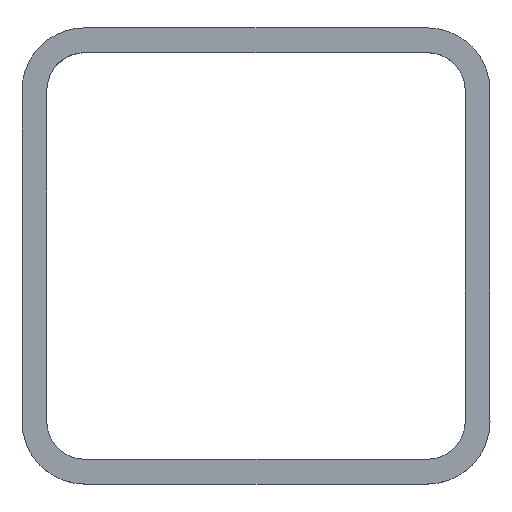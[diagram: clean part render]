
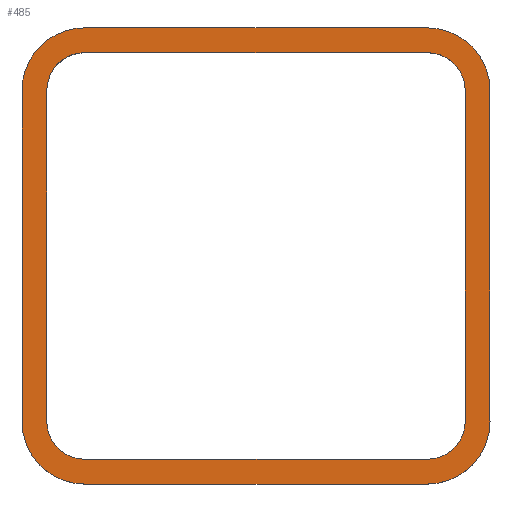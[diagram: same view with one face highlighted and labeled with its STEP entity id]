
A CAD part, top view. The second image highlights one B-rep face of the part: STEP entity #485.
In plain terms, the highlighted planar face has unit normal (0, 0, 1).
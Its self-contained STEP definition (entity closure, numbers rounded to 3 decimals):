
#27=FACE_BOUND('',#58,.T.);
#31=FACE_OUTER_BOUND('',#57,.T.);
#57=EDGE_LOOP('',(#327,#328,#329,#330,#331,#332,#333,#334));
#58=EDGE_LOOP('',(#335,#336,#337,#338,#339,#340,#341,#342));
#87=CIRCLE('',#526,12.644);
#88=CIRCLE('',#527,12.644);
#89=CIRCLE('',#528,12.644);
#90=CIRCLE('',#529,12.644);
#91=CIRCLE('',#530,7.644);
#92=CIRCLE('',#531,7.644);
#93=CIRCLE('',#532,7.644);
#94=CIRCLE('',#533,7.644);
#111=LINE('',#729,#159);
#112=LINE('',#733,#160);
#113=LINE('',#737,#161);
#114=LINE('',#741,#162);
#115=LINE('',#747,#163);
#116=LINE('',#751,#164);
#117=LINE('',#755,#165);
#118=LINE('',#758,#166);
#159=VECTOR('',#579,10.);
#160=VECTOR('',#582,10.);
#161=VECTOR('',#585,10.);
#162=VECTOR('',#588,10.);
#163=VECTOR('',#593,10.);
#164=VECTOR('',#596,10.);
#165=VECTOR('',#599,10.);
#166=VECTOR('',#602,10.);
#207=VERTEX_POINT('',#727);
#208=VERTEX_POINT('',#728);
#209=VERTEX_POINT('',#730);
#210=VERTEX_POINT('',#732);
#211=VERTEX_POINT('',#734);
#212=VERTEX_POINT('',#736);
#213=VERTEX_POINT('',#738);
#214=VERTEX_POINT('',#740);
#215=VERTEX_POINT('',#743);
#216=VERTEX_POINT('',#744);
#217=VERTEX_POINT('',#746);
#218=VERTEX_POINT('',#748);
#219=VERTEX_POINT('',#750);
#220=VERTEX_POINT('',#752);
#221=VERTEX_POINT('',#754);
#222=VERTEX_POINT('',#756);
#255=EDGE_CURVE('',#207,#208,#111,.T.);
#256=EDGE_CURVE('',#208,#209,#87,.T.);
#257=EDGE_CURVE('',#209,#210,#112,.T.);
#258=EDGE_CURVE('',#210,#211,#88,.T.);
#259=EDGE_CURVE('',#211,#212,#113,.T.);
#260=EDGE_CURVE('',#212,#213,#89,.T.);
#261=EDGE_CURVE('',#213,#214,#114,.T.);
#262=EDGE_CURVE('',#214,#207,#90,.T.);
#263=EDGE_CURVE('',#215,#216,#91,.T.);
#264=EDGE_CURVE('',#216,#217,#115,.T.);
#265=EDGE_CURVE('',#217,#218,#92,.T.);
#266=EDGE_CURVE('',#218,#219,#116,.T.);
#267=EDGE_CURVE('',#219,#220,#93,.T.);
#268=EDGE_CURVE('',#220,#221,#117,.T.);
#269=EDGE_CURVE('',#221,#222,#94,.T.);
#270=EDGE_CURVE('',#222,#215,#118,.T.);
#327=ORIENTED_EDGE('',*,*,#255,.T.);
#328=ORIENTED_EDGE('',*,*,#256,.T.);
#329=ORIENTED_EDGE('',*,*,#257,.T.);
#330=ORIENTED_EDGE('',*,*,#258,.T.);
#331=ORIENTED_EDGE('',*,*,#259,.T.);
#332=ORIENTED_EDGE('',*,*,#260,.T.);
#333=ORIENTED_EDGE('',*,*,#261,.T.);
#334=ORIENTED_EDGE('',*,*,#262,.T.);
#335=ORIENTED_EDGE('',*,*,#263,.T.);
#336=ORIENTED_EDGE('',*,*,#264,.T.);
#337=ORIENTED_EDGE('',*,*,#265,.T.);
#338=ORIENTED_EDGE('',*,*,#266,.T.);
#339=ORIENTED_EDGE('',*,*,#267,.T.);
#340=ORIENTED_EDGE('',*,*,#268,.T.);
#341=ORIENTED_EDGE('',*,*,#269,.T.);
#342=ORIENTED_EDGE('',*,*,#270,.T.);
#471=PLANE('',#525);
#485=ADVANCED_FACE('',(#31,#27),#471,.T.);
#525=AXIS2_PLACEMENT_3D('',#726,#577,#578);
#526=AXIS2_PLACEMENT_3D('',#731,#580,#581);
#527=AXIS2_PLACEMENT_3D('',#735,#583,#584);
#528=AXIS2_PLACEMENT_3D('',#739,#586,#587);
#529=AXIS2_PLACEMENT_3D('',#742,#589,#590);
#530=AXIS2_PLACEMENT_3D('',#745,#591,#592);
#531=AXIS2_PLACEMENT_3D('',#749,#594,#595);
#532=AXIS2_PLACEMENT_3D('',#753,#597,#598);
#533=AXIS2_PLACEMENT_3D('',#757,#600,#601);
#577=DIRECTION('center_axis',(0.,0.,1.));
#578=DIRECTION('ref_axis',(-1.,0.,0.));
#579=DIRECTION('',(0.,-1.,0.));
#580=DIRECTION('center_axis',(0.,0.,1.));
#581=DIRECTION('ref_axis',(-1.,0.,0.));
#582=DIRECTION('',(1.,0.,0.));
#583=DIRECTION('center_axis',(0.,0.,1.));
#584=DIRECTION('ref_axis',(0.,-1.,0.));
#585=DIRECTION('',(0.,1.,0.));
#586=DIRECTION('center_axis',(0.,0.,1.));
#587=DIRECTION('ref_axis',(1.,0.,0.));
#588=DIRECTION('',(-1.,0.,0.));
#589=DIRECTION('center_axis',(0.,0.,1.));
#590=DIRECTION('ref_axis',(0.,1.,0.));
#591=DIRECTION('center_axis',(0.,0.,-1.));
#592=DIRECTION('ref_axis',(0.,1.,0.));
#593=DIRECTION('',(1.,0.,0.));
#594=DIRECTION('center_axis',(0.,0.,-1.));
#595=DIRECTION('ref_axis',(1.,0.,0.));
#596=DIRECTION('',(0.,-1.,0.));
#597=DIRECTION('center_axis',(0.,0.,-1.));
#598=DIRECTION('ref_axis',(0.,-1.,0.));
#599=DIRECTION('',(-1.,0.,0.));
#600=DIRECTION('center_axis',(0.,0.,-1.));
#601=DIRECTION('ref_axis',(-1.,0.,0.));
#602=DIRECTION('',(0.,1.,0.));
#726=CARTESIAN_POINT('Origin',(66.913,-110.815,13.01));
#727=CARTESIAN_POINT('',(19.741,-77.561,13.01));
#728=CARTESIAN_POINT('',(19.741,-144.152,13.01));
#729=CARTESIAN_POINT('',(19.741,-77.561,13.01));
#730=CARTESIAN_POINT('',(32.385,-156.796,13.01));
#731=CARTESIAN_POINT('Origin',(32.385,-144.152,13.01));
#732=CARTESIAN_POINT('',(101.441,-156.796,13.01));
#733=CARTESIAN_POINT('',(32.385,-156.796,13.01));
#734=CARTESIAN_POINT('',(114.085,-144.153,13.01));
#735=CARTESIAN_POINT('Origin',(101.441,-144.152,13.01));
#736=CARTESIAN_POINT('',(114.085,-77.477,13.01));
#737=CARTESIAN_POINT('',(114.085,-144.153,13.01));
#738=CARTESIAN_POINT('',(101.441,-64.834,13.01));
#739=CARTESIAN_POINT('Origin',(101.441,-77.478,13.01));
#740=CARTESIAN_POINT('',(32.385,-64.833,13.01));
#741=CARTESIAN_POINT('',(101.441,-64.834,13.01));
#742=CARTESIAN_POINT('Origin',(32.385,-77.477,13.01));
#743=CARTESIAN_POINT('',(24.741,-77.542,13.01));
#744=CARTESIAN_POINT('',(32.385,-69.833,13.01));
#745=CARTESIAN_POINT('Origin',(32.385,-77.477,13.01));
#746=CARTESIAN_POINT('',(101.441,-69.834,13.01));
#747=CARTESIAN_POINT('',(101.441,-69.834,13.01));
#748=CARTESIAN_POINT('',(109.085,-77.478,13.01));
#749=CARTESIAN_POINT('Origin',(101.441,-77.478,13.01));
#750=CARTESIAN_POINT('',(109.085,-144.153,13.01));
#751=CARTESIAN_POINT('',(109.085,-144.153,13.01));
#752=CARTESIAN_POINT('',(101.441,-151.796,13.01));
#753=CARTESIAN_POINT('Origin',(101.441,-144.152,13.01));
#754=CARTESIAN_POINT('',(32.385,-151.796,13.01));
#755=CARTESIAN_POINT('',(32.385,-151.796,13.01));
#756=CARTESIAN_POINT('',(24.741,-144.152,13.01));
#757=CARTESIAN_POINT('Origin',(32.385,-144.152,13.01));
#758=CARTESIAN_POINT('',(24.741,-77.542,13.01));
